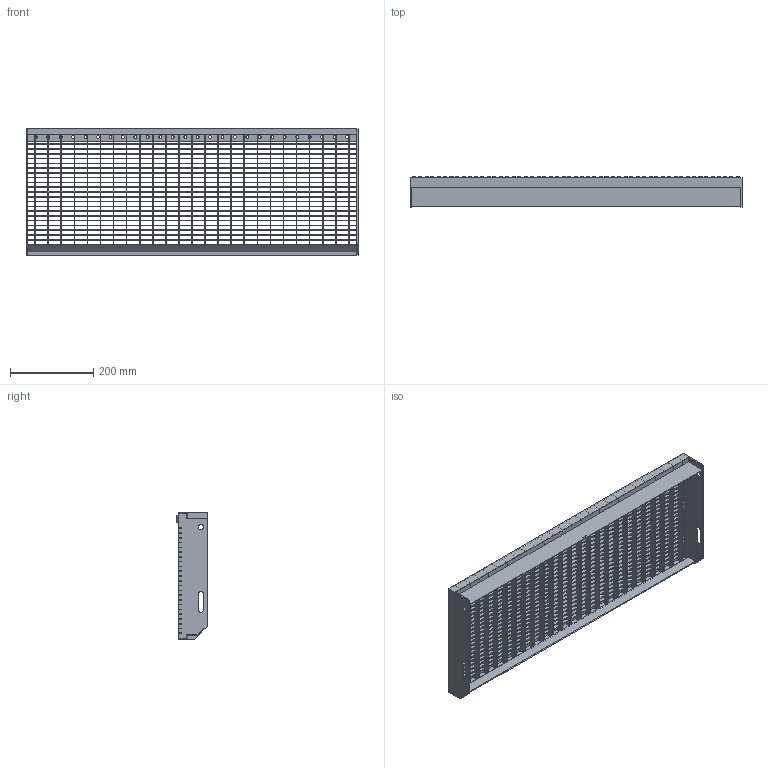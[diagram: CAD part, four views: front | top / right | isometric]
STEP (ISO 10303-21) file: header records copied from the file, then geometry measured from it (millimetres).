
FILE_DESCRIPTION (( 'STEP AP203' ), '1' );
FILE_NAME ('40.803031.7.step', '2015-10-04T07:13:51', ( '' ), ( '' ), 'SwSTEP 2.0', 'SolidWorks 2015', '' );
FILE_SCHEMA (( 'CONFIG_CONTROL_DESIGN' ));
Length unit declared in the file: millimetre
Products named in the file (1): 40.803031.7
Bounding box: 800 x 72.67 x 305 mm (x, y, z)
Volume: 877120.1 mm3; surface area: 1075076.6 mm2
Topology: 40 solids, 40 shells, 905 faces, 2252 edges, 1484 vertices
Faces by surface type: plane 578, cylinder 116, cone 106, bspline 105
Entity records: 32971 total; most frequent: CARTESIAN_POINT 11363, ORIENTED_EDGE 4504, DIRECTION 4104, EDGE_CURVE 2252, VECTOR 1582, LINE 1582, VERTEX_POINT 1484, AXIS2_PLACEMENT_3D 1261
